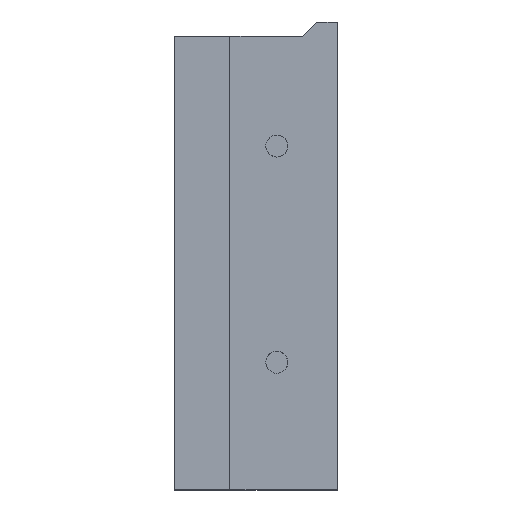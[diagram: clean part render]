
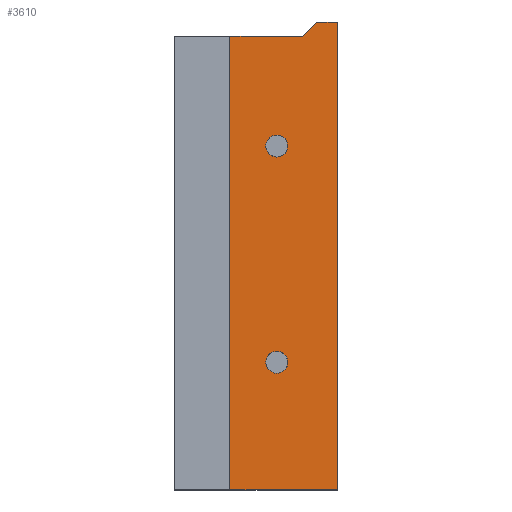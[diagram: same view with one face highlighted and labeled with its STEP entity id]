
A CAD part, front view. The second image highlights one B-rep face of the part: STEP entity #3610.
In plain terms, the highlighted free-form (B-spline) face has degree [1, 1] with [2, 3] control points.
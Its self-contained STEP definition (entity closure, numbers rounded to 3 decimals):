
#2532=CARTESIAN_POINT('',(267.552,42.732,570.05));
#2533=VERTEX_POINT('',#2532);
#2534=CARTESIAN_POINT('',(267.552,42.732,470.05));
#2535=VERTEX_POINT('',#2534);
#2536=CARTESIAN_POINT('',(267.552,42.732,570.05));
#2537=CARTESIAN_POINT('',(267.552,42.732,536.716));
#2538=CARTESIAN_POINT('',(267.552,42.732,503.383));
#2539=CARTESIAN_POINT('',(267.552,42.732,470.05));
#2540=B_SPLINE_CURVE_WITH_KNOTS('',3,(#2536,#2537,#2538,#2539),.UNSPECIFIED.,.F.,.F.,(4,4),(0.126,0.226),.UNSPECIFIED.);
#2541=EDGE_CURVE('',#2533,#2535,#2540,.T.);
#2909=CARTESIAN_POINT('',(260.073,42.732,567.05));
#2910=VERTEX_POINT('',#2909);
#2926=CARTESIAN_POINT('',(244.573,42.732,567.05));
#2927=VERTEX_POINT('',#2926);
#2934=CARTESIAN_POINT('',(244.573,42.732,567.05));
#2935=CARTESIAN_POINT('',(249.74,42.732,567.05));
#2936=CARTESIAN_POINT('',(254.906,42.732,567.05));
#2937=CARTESIAN_POINT('',(260.073,42.732,567.05));
#2938=B_SPLINE_CURVE_WITH_KNOTS('',3,(#2934,#2935,#2936,#2937),.UNSPECIFIED.,.F.,.F.,(4,4),(0.087,0.103),.UNSPECIFIED.);
#2939=EDGE_CURVE('',#2927,#2910,#2938,.T.);
#2974=CARTESIAN_POINT('',(244.573,42.732,470.05));
#2975=VERTEX_POINT('',#2974);
#2976=CARTESIAN_POINT('',(244.573,42.732,470.05));
#2977=CARTESIAN_POINT('',(252.233,42.732,470.05));
#2978=CARTESIAN_POINT('',(259.893,42.732,470.05));
#2979=CARTESIAN_POINT('',(267.552,42.732,470.05));
#2980=B_SPLINE_CURVE_WITH_KNOTS('',3,(#2976,#2977,#2978,#2979),.UNSPECIFIED.,.F.,.F.,(4,4),(0.005,0.028),.UNSPECIFIED.);
#2981=EDGE_CURVE('',#2975,#2535,#2980,.T.);
#3197=CARTESIAN_POINT('',(244.573,42.732,567.05));
#3198=CARTESIAN_POINT('',(244.573,42.732,534.716));
#3199=CARTESIAN_POINT('',(244.573,42.732,502.383));
#3200=CARTESIAN_POINT('',(244.573,42.732,470.05));
#3201=B_SPLINE_CURVE_WITH_KNOTS('',3,(#3197,#3198,#3199,#3200),.UNSPECIFIED.,.F.,.F.,(4,4),(0.4,0.497),.UNSPECIFIED.);
#3202=EDGE_CURVE('',#2927,#2975,#3201,.T.);
#3514=CARTESIAN_POINT('',(263.073,42.732,570.05));
#3515=VERTEX_POINT('',#3514);
#3522=CARTESIAN_POINT('',(263.073,42.732,570.05));
#3523=CARTESIAN_POINT('',(264.566,42.732,570.05));
#3524=CARTESIAN_POINT('',(266.059,42.732,570.05));
#3525=CARTESIAN_POINT('',(267.552,42.732,570.05));
#3526=B_SPLINE_CURVE_WITH_KNOTS('',3,(#3522,#3523,#3524,#3525),.UNSPECIFIED.,.F.,.F.,(4,4),(0.03,0.034),.UNSPECIFIED.);
#3527=EDGE_CURVE('',#3515,#2533,#3526,.T.);
#3545=CARTESIAN_POINT('',(260.073,42.732,567.05));
#3546=CARTESIAN_POINT('',(261.073,42.732,568.05));
#3547=CARTESIAN_POINT('',(262.073,42.732,569.05));
#3548=CARTESIAN_POINT('',(263.073,42.732,570.05));
#3549=B_SPLINE_CURVE_WITH_KNOTS('',3,(#3545,#3546,#3547,#3548),.UNSPECIFIED.,.F.,.F.,(4,4),(0.,0.004),.UNSPECIFIED.);
#3550=EDGE_CURVE('',#2910,#3515,#3549,.T.);
#3555=CARTESIAN_POINT('',(267.853,42.732,570.05));
#3556=CARTESIAN_POINT('',(267.573,42.732,570.05));
#3557=CARTESIAN_POINT('',(239.57,42.732,570.05));
#3558=CARTESIAN_POINT('',(267.853,42.732,470.05));
#3559=CARTESIAN_POINT('',(267.573,42.732,470.05));
#3560=CARTESIAN_POINT('',(239.57,42.732,470.05));
#3561=B_SPLINE_SURFACE_WITH_KNOTS('',1,1,((#3555,#3556,#3557),(#3558,#3559,#3560)),.UNSPECIFIED.,.F.,.F.,.U.,(2,2),(2,1,2),(0.,1.),(-0.01,0.,1.),.UNSPECIFIED.);
#3562=CARTESIAN_POINT('',(252.527,42.732,544.706));
#3563=VERTEX_POINT('',#3562);
#3564=CARTESIAN_POINT('',(254.573,42.732,541.2));
#3565=VERTEX_POINT('',#3564);
#3566=CARTESIAN_POINT('',(254.573,42.732,543.55));
#3567=DIRECTION('',(0.,1.,0.));
#3568=DIRECTION('',(-0.871,-0.,0.492));
#3569=AXIS2_PLACEMENT_3D('',#3566,#3567,#3568);
#3570=CIRCLE('',#3569,2.35);
#3571=EDGE_CURVE('',#3563,#3565,#3570,.T.);
#3572=ORIENTED_EDGE('',*,*,#3571,.T.);
#3573=CARTESIAN_POINT('',(254.573,42.732,543.55));
#3574=DIRECTION('',(0.,1.,0.));
#3575=DIRECTION('',(-0.871,-0.,0.492));
#3576=AXIS2_PLACEMENT_3D('',#3573,#3574,#3575);
#3577=CIRCLE('',#3576,2.35);
#3578=EDGE_CURVE('',#3565,#3563,#3577,.T.);
#3579=ORIENTED_EDGE('',*,*,#3578,.T.);
#3580=EDGE_LOOP('',(#3572,#3579));
#3581=FACE_BOUND('',#3580,.T.);
#3582=CARTESIAN_POINT('',(252.397,42.732,498.237));
#3583=VERTEX_POINT('',#3582);
#3584=CARTESIAN_POINT('',(254.573,42.732,495.));
#3585=VERTEX_POINT('',#3584);
#3586=CARTESIAN_POINT('',(254.573,42.732,497.35));
#3587=DIRECTION('',(0.,1.,0.));
#3588=DIRECTION('',(-0.926,-0.,0.378));
#3589=AXIS2_PLACEMENT_3D('',#3586,#3587,#3588);
#3590=CIRCLE('',#3589,2.35);
#3591=EDGE_CURVE('',#3583,#3585,#3590,.T.);
#3592=ORIENTED_EDGE('',*,*,#3591,.T.);
#3593=CARTESIAN_POINT('',(254.573,42.732,497.35));
#3594=DIRECTION('',(0.,1.,0.));
#3595=DIRECTION('',(-0.926,-0.,0.378));
#3596=AXIS2_PLACEMENT_3D('',#3593,#3594,#3595);
#3597=CIRCLE('',#3596,2.35);
#3598=EDGE_CURVE('',#3585,#3583,#3597,.T.);
#3599=ORIENTED_EDGE('',*,*,#3598,.T.);
#3600=EDGE_LOOP('',(#3592,#3599));
#3601=FACE_BOUND('',#3600,.T.);
#3602=ORIENTED_EDGE('',*,*,#2939,.F.);
#3603=ORIENTED_EDGE('',*,*,#3202,.T.);
#3604=ORIENTED_EDGE('',*,*,#2981,.T.);
#3605=ORIENTED_EDGE('',*,*,#2541,.F.);
#3606=ORIENTED_EDGE('',*,*,#3527,.F.);
#3607=ORIENTED_EDGE('',*,*,#3550,.F.);
#3608=EDGE_LOOP('',(#3602,#3603,#3604,#3605,#3606,#3607));
#3609=FACE_BOUND('',#3608,.T.);
#3610=ADVANCED_FACE('',(#3581,#3601,#3609),#3561,.F.);
